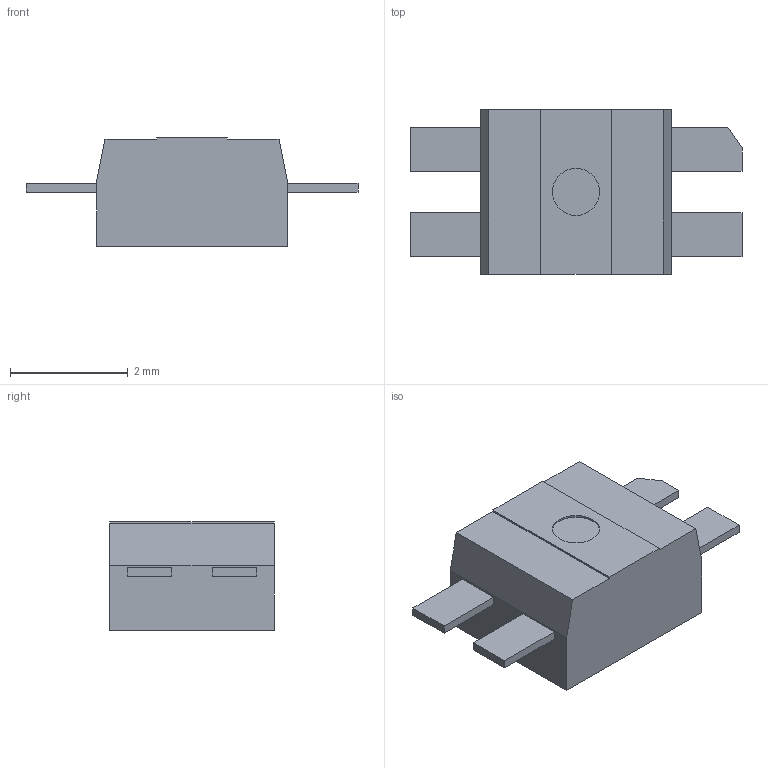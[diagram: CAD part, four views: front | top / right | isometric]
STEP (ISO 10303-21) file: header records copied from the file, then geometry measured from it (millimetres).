
FILE_DESCRIPTION(/* description */ (''),/* implementation_level */ '2;1');
FILE_NAME(/* name */ 'INOLUX IN-P32TRRRGB.step',/* time_stamp */ '2023-07-02T14:16:49+01:00',/* author */ (''),/* organization */ (''),/* preprocessor_version */ 'ST-DEVELOPER v19.2',/* originating_system */ 'Autodesk Translation Framework v12.6.0.85',/* authorisation */ '');
FILE_SCHEMA (('AUTOMOTIVE_DESIGN { 1 0 10303 214 3 1 1 }'));
Length unit declared in the file: centimetre
Products named in the file (1): IN-P32TRRRGB
Bounding box: 5.65 x 2.8 x 1.85 mm (x, y, z)
Volume: 14.3 mm3; surface area: 51.1 mm2
Topology: 1 solids, 1 shells, 39 faces, 93 edges, 62 vertices
Faces by surface type: plane 37, cone 1, cylinder 1
Full cylindrical faces by diameter (mm): 0.8 x1
Entity records: 1175 total; most frequent: CARTESIAN_POINT 195, ORIENTED_EDGE 186, DIRECTION 177, EDGE_CURVE 93, LINE 89, VECTOR 89, VERTEX_POINT 62, EDGE_LOOP 45
